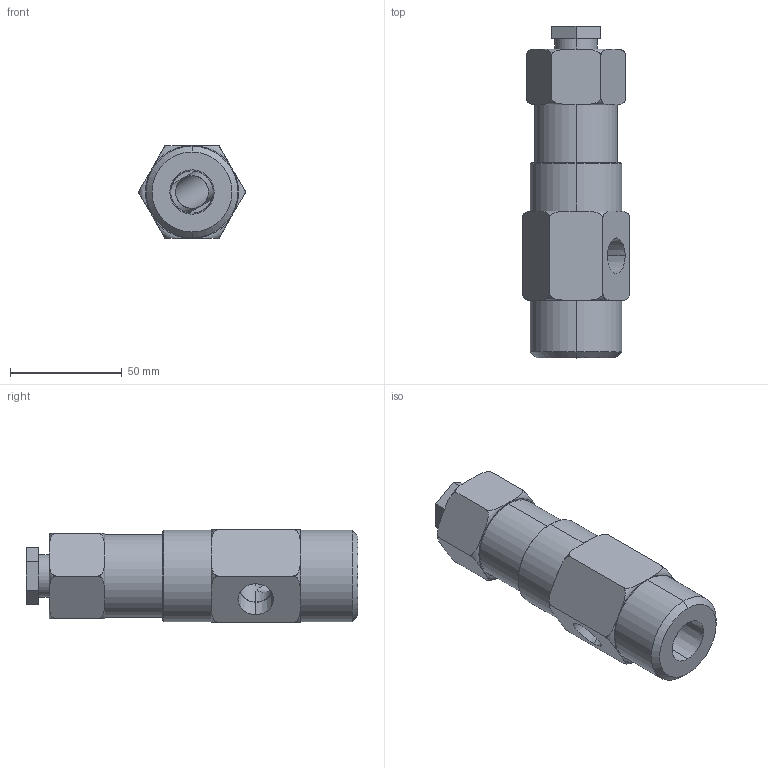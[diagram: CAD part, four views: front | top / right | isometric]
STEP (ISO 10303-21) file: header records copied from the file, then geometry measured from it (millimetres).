
FILE_DESCRIPTION (( 'STEP AP203' ), '1' );
FILE_NAME ('7002.STEP', '2009-06-05T14:19:43', ( ' ' ), ( ' ' ), 'SwSTEP 2.0', 'SolidWorks 2009', '' );
FILE_SCHEMA (( 'CONFIG_CONTROL_DESIGN' ));
Length unit declared in the file: inch
Products named in the file (1): 7002
Bounding box: 47.9 x 148.23 x 41.48 mm (x, y, z)
Surface area: 24640.2 mm2 (no closed solid volume)
Topology: 0 solids, 2 shells, 66 faces, 168 edges, 110 vertices
Faces by surface type: plane 27, torus 16, cylinder 13, cone 10
Entity records: 2966 total; most frequent: CARTESIAN_POINT 1325, ORIENTED_EDGE 324, DIRECTION 316, EDGE_CURVE 168, AXIS2_PLACEMENT_3D 125, VERTEX_POINT 110, EDGE_LOOP 76, LINE 66
